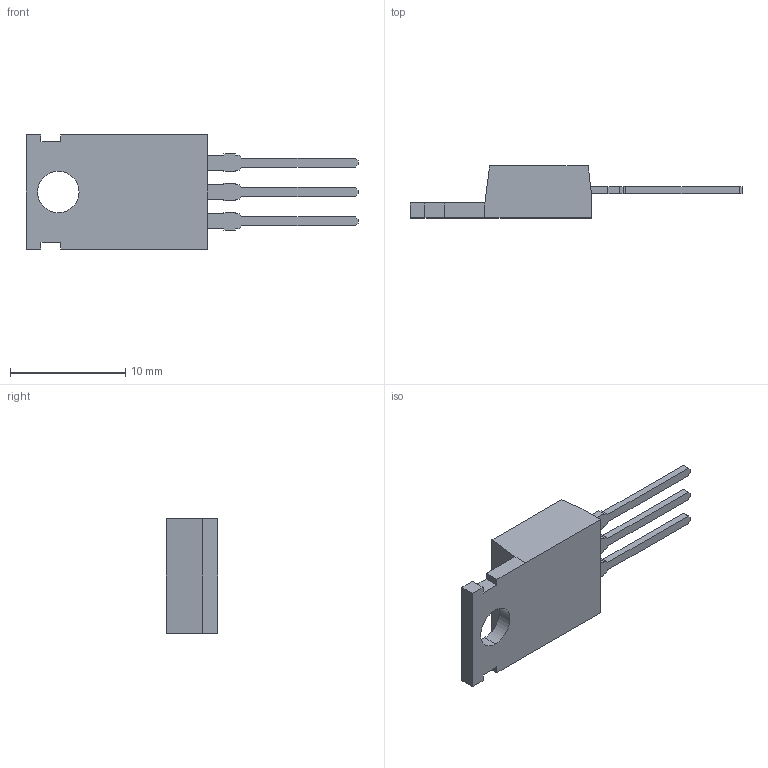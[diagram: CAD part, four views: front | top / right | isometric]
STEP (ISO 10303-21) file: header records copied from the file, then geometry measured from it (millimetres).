
FILE_DESCRIPTION (( 'STEP AP214' ), '1' );
FILE_NAME ('User Library-TO-220-1.STEP', '2012-05-19T14:09:11', ( 'SysAdmin' ), ( 'SolidWorks' ), 'SwSTEP 2.0', 'SolidWorks 2012', '' );
FILE_SCHEMA (( 'AUTOMOTIVE_DESIGN' ));
Length unit declared in the file: millimetre
Products named in the file (1): User Library-TO-220-1
Bounding box: 28.78 x 4.5 x 9.9 mm (x, y, z)
Volume: 490.7 mm3; surface area: 605.2 mm2
Topology: 1 solids, 1 shells, 78 faces, 226 edges, 150 vertices
Faces by surface type: plane 76, cylinder 2
Entity records: 2622 total; most frequent: CARTESIAN_POINT 455, ORIENTED_EDGE 452, DIRECTION 388, EDGE_CURVE 226, VECTOR 222, LINE 222, VERTEX_POINT 150, AXIS2_PLACEMENT_3D 83
